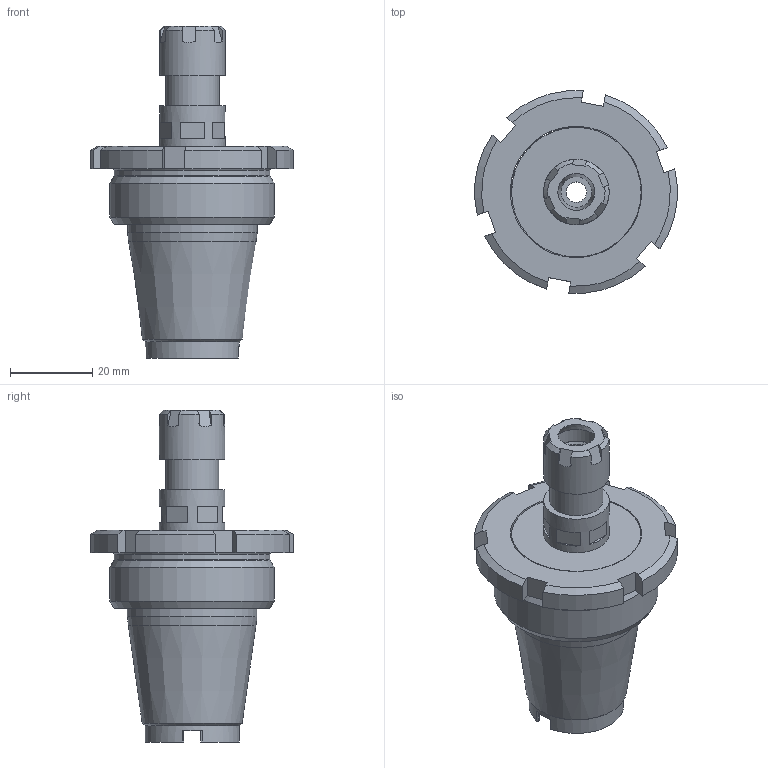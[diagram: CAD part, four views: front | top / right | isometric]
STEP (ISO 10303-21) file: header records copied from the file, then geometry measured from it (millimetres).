
FILE_DESCRIPTION (( 'STEP AP214' ), '1' );
FILE_NAME ('UCER32I-ER11EL.STEP', '2022-01-17T14:25:53', ( '' ), ( '' ), 'SwSTEP 2.0', 'SolidWorks 2016', '' );
FILE_SCHEMA (( 'AUTOMOTIVE_DESIGN' ));
Length unit declared in the file: millimetre
Products named in the file (6): AP-32-05-I-UC_Finito; AP-32-04-I-UC_Finito; AP-32-43-I-UC-L_Finito; UCER32I-ER11EL; 060G29_Ghiera std-ER11 (ghiera mini_eccentrica)_Finito; AP-25-07-I-UC_Finito
Assembly tree (6 placements, depth 2):
  UCER32I-ER11EL
    AP-32-43-I-UC-L_Finito
    AP-32-04-I-UC_Finito
    AP-32-05-I-UC_Finito
    060G29_Ghiera std-ER11 (ghiera mini_eccentrica)_Finito
    AP-25-07-I-UC_Finito  x2
Bounding box: 49.4 x 49.37 x 80.97 mm (x, y, z)
Volume: 46677.2 mm3; surface area: 18326.7 mm2
Topology: 7 solids, 7 shells, 234 faces, 610 edges, 399 vertices
Faces by surface type: plane 103, cylinder 82, cone 37, torus 12
Full cylindrical faces by diameter (mm): 1.5 x2, 1.6 x2, 2 x2, 2.5 x2, 5 x1, 5.1 x1, 7.5 x1, 11.887 x1, 13 x1, 16 x2, 23 x1, 28 x1, 31.6 x2, 32.05 x1, 38 x1, 40 x1
Entity records: 6934 total; most frequent: CARTESIAN_POINT 1283, DIRECTION 1160, ORIENTED_EDGE 1032, EDGE_CURVE 516, AXIS2_PLACEMENT_3D 459, VERTEX_POINT 362, EDGE_LOOP 288, FACE_OUTER_BOUND 248
